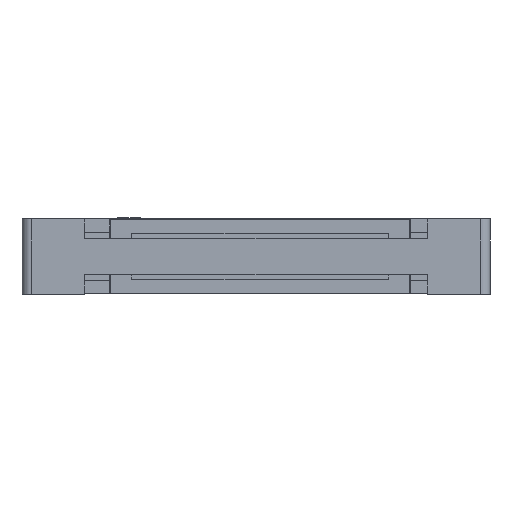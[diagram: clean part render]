
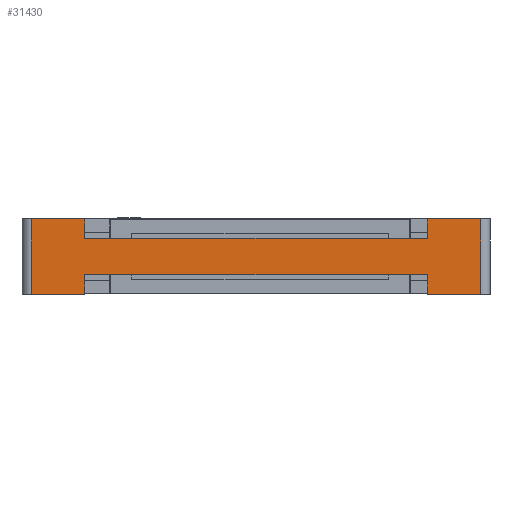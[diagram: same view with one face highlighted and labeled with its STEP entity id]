
A CAD part, front view. The second image highlights one B-rep face of the part: STEP entity #31430.
In plain terms, the highlighted planar face has unit normal (0, -1, 0).
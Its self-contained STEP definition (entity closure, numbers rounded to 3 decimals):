
#19909=CARTESIAN_POINT('',(43.98,-3.075,-0.125));
#19910=VERTEX_POINT('',#19909);
#19964=CARTESIAN_POINT('',(38.05,-3.075,-0.125));
#19965=VERTEX_POINT('',#19964);
#19972=CARTESIAN_POINT('',(43.98,-3.075,-0.125));
#19973=DIRECTION('',(-1.,0.,0.));
#19974=VECTOR('',#19973,5.93);
#19975=LINE('',#19972,#19974);
#19976=EDGE_CURVE('',#19910,#19965,#19975,.T.);
#20220=CARTESIAN_POINT('',(38.05,-3.075,-8.425));
#20221=VERTEX_POINT('',#20220);
#20222=CARTESIAN_POINT('',(43.98,-3.075,-8.425));
#20223=VERTEX_POINT('',#20222);
#20224=CARTESIAN_POINT('',(38.05,-3.075,-8.425));
#20225=DIRECTION('',(1.,0.,0.));
#20226=VECTOR('',#20225,5.93);
#20227=LINE('',#20224,#20226);
#20228=EDGE_CURVE('',#20221,#20223,#20227,.T.);
#31184=CARTESIAN_POINT('',(43.98,-3.075,-8.425));
#31185=DIRECTION('',(0.,0.,1.));
#31186=VECTOR('',#31185,8.3);
#31187=LINE('',#31184,#31186);
#31188=EDGE_CURVE('',#20223,#19910,#31187,.T.);
#31339=CARTESIAN_POINT('',(38.05,-3.075,-2.275));
#31340=VERTEX_POINT('',#31339);
#31347=CARTESIAN_POINT('',(38.05,-3.075,-0.125));
#31348=DIRECTION('',(0.,0.,-1.));
#31349=VECTOR('',#31348,2.15);
#31350=LINE('',#31347,#31349);
#31351=EDGE_CURVE('',#19965,#31340,#31350,.T.);
#31357=CARTESIAN_POINT('',(19.19,-3.075,-4.275));
#31358=DIRECTION('',(-1.,0.,0.));
#31359=DIRECTION('',(0.,-1.,0.));
#31360=AXIS2_PLACEMENT_3D('',#31357,#31359,#31358);
#31361=PLANE('',#31360);
#31362=CARTESIAN_POINT('',(0.33,-3.075,-0.125));
#31363=VERTEX_POINT('',#31362);
#31364=CARTESIAN_POINT('',(0.33,-3.075,-2.275));
#31365=VERTEX_POINT('',#31364);
#31366=CARTESIAN_POINT('',(0.33,-3.075,-0.125));
#31367=DIRECTION('',(0.,0.,-1.));
#31368=VECTOR('',#31367,2.15);
#31369=LINE('',#31366,#31368);
#31370=EDGE_CURVE('',#31363,#31365,#31369,.T.);
#31371=ORIENTED_EDGE('',*,*,#31370,.F.);
#31372=CARTESIAN_POINT('',(-5.6,-3.075,-0.125));
#31373=VERTEX_POINT('',#31372);
#31374=CARTESIAN_POINT('',(-5.6,-3.075,-0.125));
#31375=DIRECTION('',(1.,0.,0.));
#31376=VECTOR('',#31375,5.93);
#31377=LINE('',#31374,#31376);
#31378=EDGE_CURVE('',#31373,#31363,#31377,.T.);
#31379=ORIENTED_EDGE('',*,*,#31378,.F.);
#31380=CARTESIAN_POINT('',(-5.6,-3.075,-8.425));
#31381=VERTEX_POINT('',#31380);
#31382=CARTESIAN_POINT('',(-5.6,-3.075,-8.425));
#31383=DIRECTION('',(0.,0.,1.));
#31384=VECTOR('',#31383,8.3);
#31385=LINE('',#31382,#31384);
#31386=EDGE_CURVE('',#31381,#31373,#31385,.T.);
#31387=ORIENTED_EDGE('',*,*,#31386,.F.);
#31388=CARTESIAN_POINT('',(0.33,-3.075,-8.425));
#31389=VERTEX_POINT('',#31388);
#31390=CARTESIAN_POINT('',(0.33,-3.075,-8.425));
#31391=DIRECTION('',(-1.,0.,0.));
#31392=VECTOR('',#31391,5.93);
#31393=LINE('',#31390,#31392);
#31394=EDGE_CURVE('',#31389,#31381,#31393,.T.);
#31395=ORIENTED_EDGE('',*,*,#31394,.F.);
#31396=CARTESIAN_POINT('',(0.33,-3.075,-6.275));
#31397=VERTEX_POINT('',#31396);
#31398=CARTESIAN_POINT('',(0.33,-3.075,-6.275));
#31399=DIRECTION('',(0.,0.,-1.));
#31400=VECTOR('',#31399,2.15);
#31401=LINE('',#31398,#31400);
#31402=EDGE_CURVE('',#31397,#31389,#31401,.T.);
#31403=ORIENTED_EDGE('',*,*,#31402,.F.);
#31404=CARTESIAN_POINT('',(38.05,-3.075,-6.275));
#31405=VERTEX_POINT('',#31404);
#31406=CARTESIAN_POINT('',(0.33,-3.075,-6.275));
#31407=DIRECTION('',(1.,0.,0.));
#31408=VECTOR('',#31407,37.72);
#31409=LINE('',#31406,#31408);
#31410=EDGE_CURVE('',#31397,#31405,#31409,.T.);
#31411=ORIENTED_EDGE('',*,*,#31410,.T.);
#31412=CARTESIAN_POINT('',(38.05,-3.075,-6.275));
#31413=DIRECTION('',(0.,0.,-1.));
#31414=VECTOR('',#31413,2.15);
#31415=LINE('',#31412,#31414);
#31416=EDGE_CURVE('',#31405,#20221,#31415,.T.);
#31417=ORIENTED_EDGE('',*,*,#31416,.T.);
#31418=ORIENTED_EDGE('',*,*,#20228,.T.);
#31419=ORIENTED_EDGE('',*,*,#31188,.T.);
#31420=ORIENTED_EDGE('',*,*,#19976,.T.);
#31421=ORIENTED_EDGE('',*,*,#31351,.T.);
#31422=CARTESIAN_POINT('',(38.05,-3.075,-2.275));
#31423=DIRECTION('',(-1.,0.,0.));
#31424=VECTOR('',#31423,37.72);
#31425=LINE('',#31422,#31424);
#31426=EDGE_CURVE('',#31340,#31365,#31425,.T.);
#31427=ORIENTED_EDGE('',*,*,#31426,.T.);
#31428=EDGE_LOOP('',(#31371,#31379,#31387,#31395,#31403,#31411,#31417,#31418,#31419,#31420,#31421,#31427));
#31429=FACE_OUTER_BOUND('',#31428,.T.);
#31430=ADVANCED_FACE('',(#31429),#31361,.T.);
